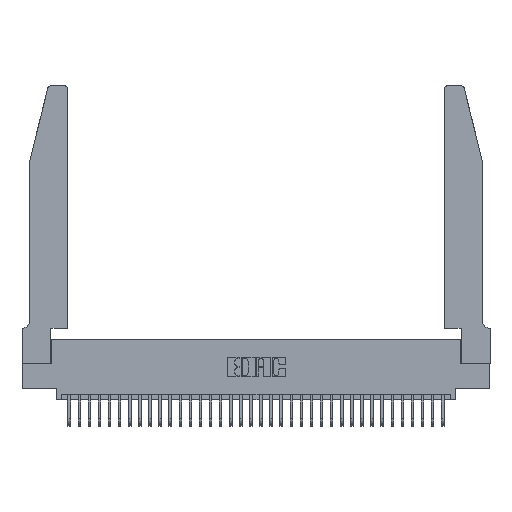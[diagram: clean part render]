
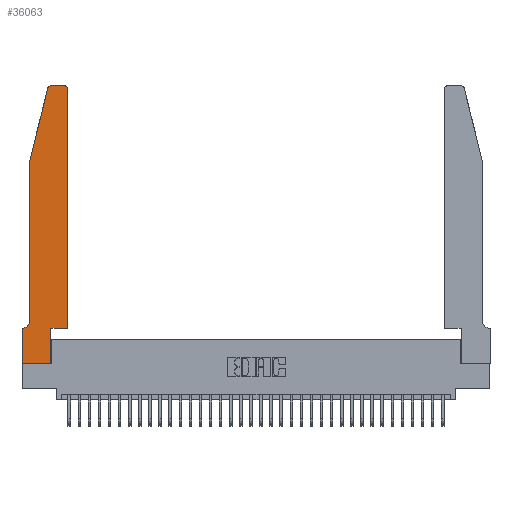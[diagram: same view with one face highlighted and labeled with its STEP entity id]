
A CAD part, top view. The second image highlights one B-rep face of the part: STEP entity #36063.
In plain terms, the highlighted planar face has unit normal (0, 0, 1).
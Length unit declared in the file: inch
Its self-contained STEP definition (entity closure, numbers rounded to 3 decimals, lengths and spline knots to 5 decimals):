
#66 = AXIS2_PLACEMENT_3D ( 'NONE', #17670, #34818, #32085 ) ;
#626 = VECTOR ( 'NONE', #31976, 39.37008 ) ;
#847 = DIRECTION ( 'NONE',  ( -1., 0., 0. ) ) ;
#994 = DIRECTION ( 'NONE',  ( 1., 0., 0. ) ) ;
#1079 = VECTOR ( 'NONE', #847, 39.37008 ) ;
#1292 = EDGE_CURVE ( 'NONE', #13386, #11879, #8851, .T. ) ;
#1458 = ORIENTED_EDGE ( 'NONE', *, *, #8342, .T. ) ;
#1656 = VERTEX_POINT ( 'NONE', #34200 ) ;
#1945 = CARTESIAN_POINT ( 'NONE',  ( 0.0755, 2., 0.37 ) ) ;
#2072 = CARTESIAN_POINT ( 'NONE',  ( 0.284, 2.75, 0.37 ) ) ;
#2227 = ORIENTED_EDGE ( 'NONE', *, *, #13789, .T. ) ;
#3452 = CARTESIAN_POINT ( 'NONE',  ( 0.284, 2.72, 0.37 ) ) ;
#3545 = LINE ( 'NONE', #16235, #32476 ) ;
#3570 = DIRECTION ( 'NONE',  ( 1., 0., 0. ) ) ;
#3634 = DIRECTION ( 'NONE',  ( 0., 1., 0. ) ) ;
#3834 = CARTESIAN_POINT ( 'NONE',  ( 0.4205, 2.75, 0.37 ) ) ;
#4087 = EDGE_CURVE ( 'NONE', #15712, #19805, #33729, .T. ) ;
#4628 = EDGE_CURVE ( 'NONE', #14381, #29936, #8255, .T. ) ;
#4765 = CARTESIAN_POINT ( 'NONE',  ( 0.2865, 0., 0.37 ) ) ;
#5158 = LINE ( 'NONE', #11931, #1079 ) ;
#5237 = DIRECTION ( 'NONE',  ( 0., -1., 0. ) ) ;
#6337 = VECTOR ( 'NONE', #18738, 39.37008 ) ;
#6532 = DIRECTION ( 'NONE',  ( -1., 0., 0. ) ) ;
#6547 = VECTOR ( 'NONE', #6532, 39.37008 ) ;
#6702 = DIRECTION ( 'NONE',  ( 1., 0., 0. ) ) ;
#7346 = VERTEX_POINT ( 'NONE', #7672 ) ;
#7672 = CARTESIAN_POINT ( 'NONE',  ( 0.0755, 2., 0.37 ) ) ;
#8114 = CARTESIAN_POINT ( 'NONE',  ( 0.2605, 2.75, 0.37 ) ) ;
#8255 = LINE ( 'NONE', #34491, #626 ) ;
#8342 = EDGE_CURVE ( 'NONE', #11407, #26346, #21723, .T. ) ;
#8810 = DIRECTION ( 'NONE',  ( 0., 1., 0. ) ) ;
#8851 = CIRCLE ( 'NONE', #21201, 0.03 ) ;
#11040 = EDGE_CURVE ( 'NONE', #32606, #1656, #18831, .T. ) ;
#11307 = VECTOR ( 'NONE', #8810, 39.37008 ) ;
#11407 = VERTEX_POINT ( 'NONE', #22380 ) ;
#11522 = CARTESIAN_POINT ( 'NONE',  ( 0., 0.35, 0.37 ) ) ;
#11746 = ORIENTED_EDGE ( 'NONE', *, *, #11040, .T. ) ;
#11876 = VERTEX_POINT ( 'NONE', #4765 ) ;
#11879 = VERTEX_POINT ( 'NONE', #20069 ) ;
#11931 = CARTESIAN_POINT ( 'NONE',  ( 0.0755, 0.35, 0.37 ) ) ;
#11993 = DIRECTION ( 'NONE',  ( -1., 0., 0. ) ) ;
#13386 = VERTEX_POINT ( 'NONE', #2072 ) ;
#13789 = EDGE_CURVE ( 'NONE', #26346, #13386, #15018, .T. ) ;
#14381 = VERTEX_POINT ( 'NONE', #11522 ) ;
#14513 = CARTESIAN_POINT ( 'NONE',  ( 0.0055, 0.42, 0.37 ) ) ;
#14889 = PLANE ( 'NONE',  #66 ) ;
#15018 = LINE ( 'NONE', #8114, #6547 ) ;
#15712 = VERTEX_POINT ( 'NONE', #15865 ) ;
#15729 = VECTOR ( 'NONE', #5237, 39.37008 ) ;
#15865 = CARTESIAN_POINT ( 'NONE',  ( 0.0755, 0.42, 0.37 ) ) ;
#16151 = VECTOR ( 'NONE', #3634, 39.37008 ) ;
#16235 = CARTESIAN_POINT ( 'NONE',  ( 0., 0., 0.37 ) ) ;
#16379 = CARTESIAN_POINT ( 'NONE',  ( 0., 0., 0.37 ) ) ;
#17170 = ORIENTED_EDGE ( 'NONE', *, *, #31050, .T. ) ;
#17389 = EDGE_CURVE ( 'NONE', #1656, #11407, #32598, .T. ) ;
#17670 = CARTESIAN_POINT ( 'NONE',  ( 0., 0.35, 0.37 ) ) ;
#17961 = CARTESIAN_POINT ( 'NONE',  ( 0.4205, 2.72, 0.37 ) ) ;
#18362 = ORIENTED_EDGE ( 'NONE', *, *, #34884, .T. ) ;
#18636 = EDGE_CURVE ( 'NONE', #29936, #11876, #3545, .T. ) ;
#18738 = DIRECTION ( 'NONE',  ( -0.239, -0.971, 0. ) ) ;
#18807 = CARTESIAN_POINT ( 'NONE',  ( 0.4505, 0.35, 0.37 ) ) ;
#18831 = LINE ( 'NONE', #18807, #34843 ) ;
#19134 = EDGE_LOOP ( 'NONE', ( #2227, #36707, #18362, #23964, #30418, #17170, #33978, #24895, #32208, #11746, #21236, #1458 ) ) ;
#19677 = AXIS2_PLACEMENT_3D ( 'NONE', #14513, #29046, #11993 ) ;
#19805 = VERTEX_POINT ( 'NONE', #30244 ) ;
#20069 = CARTESIAN_POINT ( 'NONE',  ( 0.25487, 2.72718, 0.37 ) ) ;
#20557 = CARTESIAN_POINT ( 'NONE',  ( 0.2865, 0.35, 0.37 ) ) ;
#20795 = DIRECTION ( 'NONE',  ( 0., 0., 1. ) ) ;
#21201 = AXIS2_PLACEMENT_3D ( 'NONE', #3452, #29312, #3570 ) ;
#21236 = ORIENTED_EDGE ( 'NONE', *, *, #17389, .T. ) ;
#21723 = CIRCLE ( 'NONE', #27350, 0.03 ) ;
#21909 = FACE_OUTER_BOUND ( 'NONE', #19134, .T. ) ;
#22380 = CARTESIAN_POINT ( 'NONE',  ( 0.4505, 2.72, 0.37 ) ) ;
#23964 = ORIENTED_EDGE ( 'NONE', *, *, #34426, .T. ) ;
#24895 = ORIENTED_EDGE ( 'NONE', *, *, #18636, .T. ) ;
#25914 = CARTESIAN_POINT ( 'NONE',  ( 0.2865, 0.35, 0.37 ) ) ;
#25925 = EDGE_CURVE ( 'NONE', #11876, #32606, #30956, .T. ) ;
#26346 = VERTEX_POINT ( 'NONE', #3834 ) ;
#26611 = DIRECTION ( 'NONE',  ( 1., 0., 0. ) ) ;
#27350 = AXIS2_PLACEMENT_3D ( 'NONE', #17961, #20795, #994 ) ;
#29046 = DIRECTION ( 'NONE',  ( 0., 0., -1. ) ) ;
#29312 = DIRECTION ( 'NONE',  ( 0., 0., 1. ) ) ;
#29936 = VERTEX_POINT ( 'NONE', #16379 ) ;
#30244 = CARTESIAN_POINT ( 'NONE',  ( 0.0055, 0.35, 0.37 ) ) ;
#30418 = ORIENTED_EDGE ( 'NONE', *, *, #4087, .T. ) ;
#30956 = LINE ( 'NONE', #25914, #11307 ) ;
#31050 = EDGE_CURVE ( 'NONE', #19805, #14381, #5158, .T. ) ;
#31289 = LINE ( 'NONE', #36102, #15729 ) ;
#31778 = CARTESIAN_POINT ( 'NONE',  ( 0.4505, 0.35, 0.37 ) ) ;
#31976 = DIRECTION ( 'NONE',  ( 0., -1., 0. ) ) ;
#32085 = DIRECTION ( 'NONE',  ( 1., 0., 0. ) ) ;
#32208 = ORIENTED_EDGE ( 'NONE', *, *, #25925, .T. ) ;
#32476 = VECTOR ( 'NONE', #6702, 39.37008 ) ;
#32598 = LINE ( 'NONE', #31778, #16151 ) ;
#32606 = VERTEX_POINT ( 'NONE', #20557 ) ;
#33729 = CIRCLE ( 'NONE', #19677, 0.07 ) ;
#33978 = ORIENTED_EDGE ( 'NONE', *, *, #4628, .T. ) ;
#34200 = CARTESIAN_POINT ( 'NONE',  ( 0.4505, 0.35, 0.37 ) ) ;
#34426 = EDGE_CURVE ( 'NONE', #7346, #15712, #31289, .T. ) ;
#34491 = CARTESIAN_POINT ( 'NONE',  ( 0., 0., 0.37 ) ) ;
#34818 = DIRECTION ( 'NONE',  ( 0., 0., 1. ) ) ;
#34843 = VECTOR ( 'NONE', #26611, 39.37008 ) ;
#34884 = EDGE_CURVE ( 'NONE', #11879, #7346, #35804, .T. ) ;
#35804 = LINE ( 'NONE', #1945, #6337 ) ;
#36063 = ADVANCED_FACE ( 'NONE', ( #21909 ), #14889, .T. ) ;
#36102 = CARTESIAN_POINT ( 'NONE',  ( 0.0755, 2., 0.37 ) ) ;
#36707 = ORIENTED_EDGE ( 'NONE', *, *, #1292, .T. ) ;
